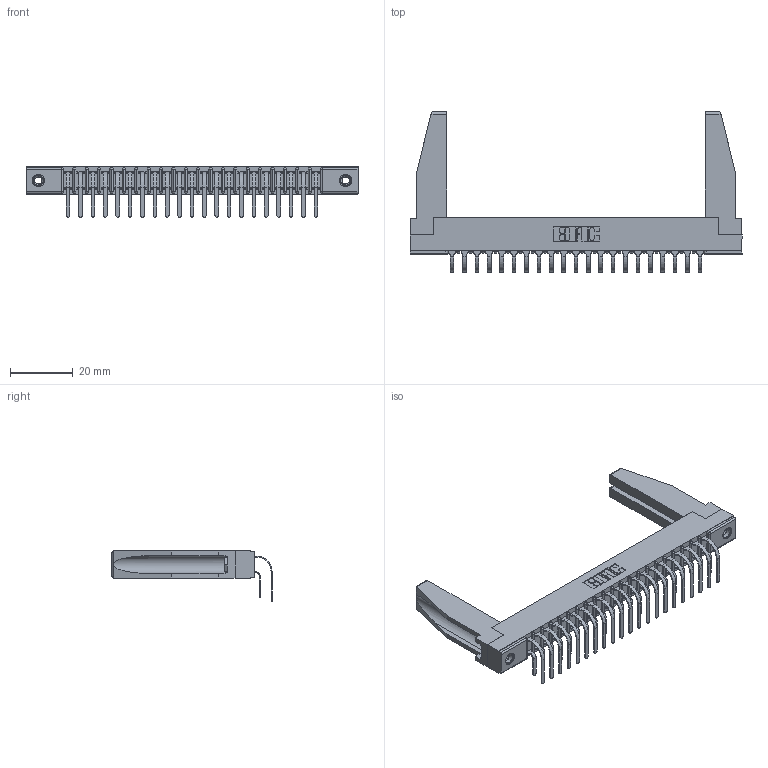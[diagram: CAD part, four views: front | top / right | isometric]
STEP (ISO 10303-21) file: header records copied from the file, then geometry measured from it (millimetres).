
FILE_DESCRIPTION (( 'STEP AP203' ), '1' );
FILE_NAME ('357-042-459-278.STEP', '2022-07-07T23:23:30', ( '' ), ( '' ), 'SwSTEP 2.0', 'SolidWorks 2020', '' );
FILE_SCHEMA (( 'CONFIG_CONTROL_DESIGN' ));
Length unit declared in the file: inch
Products named in the file (6): 307-290-001_558 559 - 1 (Single); 357-042-459-278; 307 Part_.156 Dia Mounting Holes; 307-220-078; 345-250-001_345-250-001-102; 307-290-001_559 - 2 (Single)
Assembly tree (47 placements, depth 2):
  357-042-459-278
    307 Part_.156 Dia Mounting Holes
    307-290-001_558 559 - 1 (Single)  x21
    307-290-001_559 - 2 (Single)  x21
    307-220-078  x2
    345-250-001_345-250-001-102  x2
Bounding box: 106.22 x 51.22 x 16.08 mm (x, y, z)
Volume: 11099.5 mm3; surface area: 17201.9 mm2
Topology: 47 solids, 47 shells, 2370 faces, 6617 edges, 4286 vertices
Faces by surface type: plane 1540, cylinder 770, sphere 44, cone 12, torus 4
Entity records: 25150 total; most frequent: CARTESIAN_POINT 4133, ORIENTED_EDGE 4052, DIRECTION 4010, EDGE_CURVE 2026, LINE 1548, VECTOR 1548, VERTEX_POINT 1312, AXIS2_PLACEMENT_3D 1231
